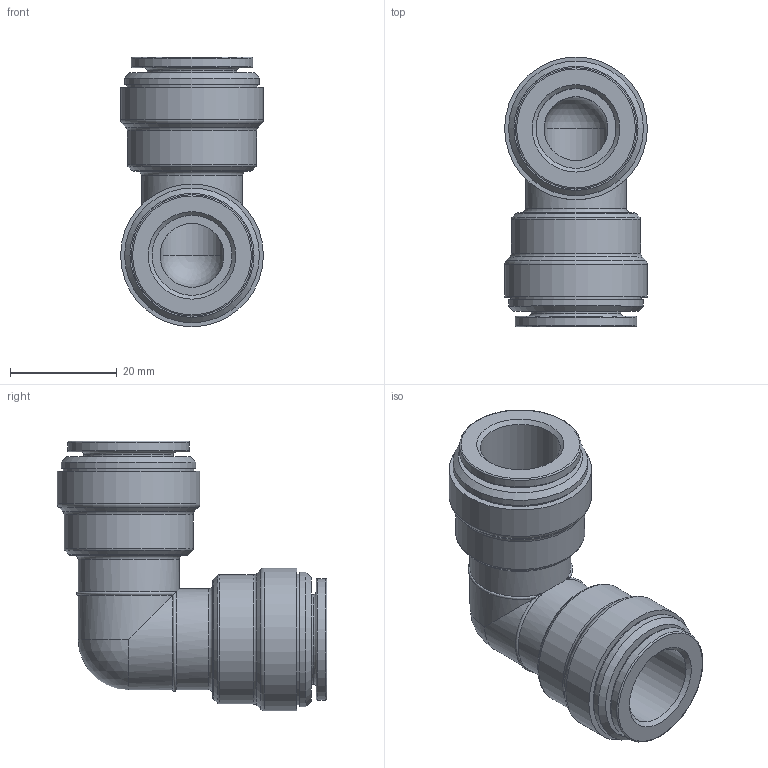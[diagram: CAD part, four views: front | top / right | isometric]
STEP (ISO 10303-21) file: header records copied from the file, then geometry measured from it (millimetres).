
FILE_DESCRIPTION(/* description */ ('STEP AP214'),/* implementation_level */ '2;1');
FILE_NAME(/* name */ '177692_CQL-15',/* time_stamp */ '2024-08-07T22:06:02+02:00',/* author */ ('License CC BY-ND 4.0'),/* organization */ ('CADENAS'),/* preprocessor_version */ 'ST-DEVELOPER v19.3',/* originating_system */ 'PARTsolutions',/* authorisation */ ' ');
FILE_SCHEMA (('AUTOMOTIVE_DESIGN {1 0 10303 214 3 1 1}'));
Length unit declared in the file: millimetre
Products named in the file (1): 177692 CQL-15
Bounding box: 26.8 x 50.6 x 50.6 mm (x, y, z)
Volume: 17445.8 mm3; surface area: 10341.3 mm2
Topology: 1 solids, 1 shells, 66 faces, 127 edges, 73 vertices
Faces by surface type: torus 22, cylinder 20, plane 14, cone 8, sphere 2
Full cylindrical faces by diameter (mm): 12 x2, 15 x2, 16.8 x2, 18.95 x2, 22.8 x2, 24.25 x2, 24.5 x2, 25.3 x2, 26.8 x2
Entity records: 1460 total; most frequent: CARTESIAN_POINT 271, DIRECTION 266, ORIENTED_EDGE 156, AXIS2_PLACEMENT_3D 133, EDGE_LOOP 122, FACE_BOUND 122, EDGE_CURVE 78, VERTEX_POINT 68
